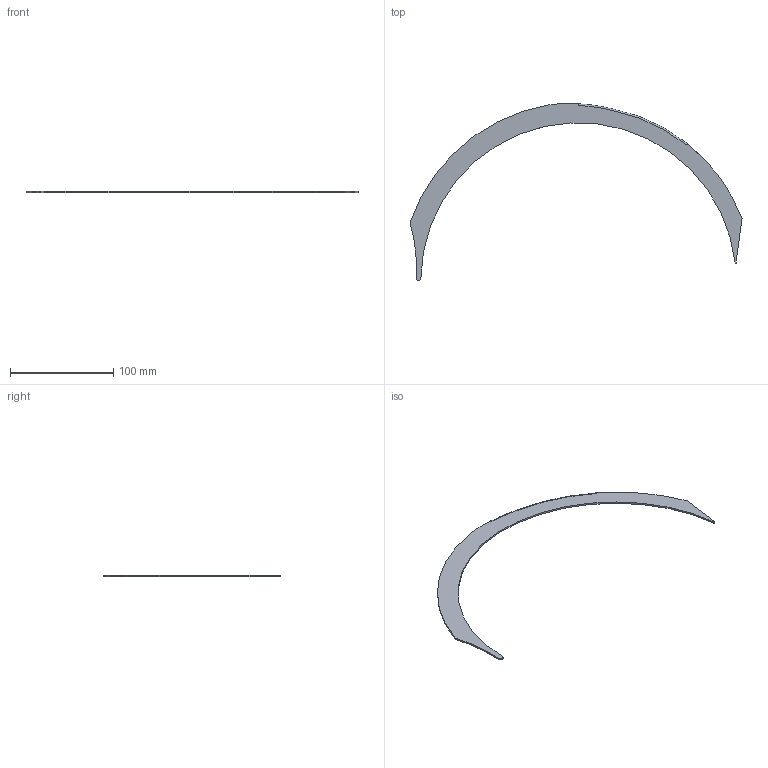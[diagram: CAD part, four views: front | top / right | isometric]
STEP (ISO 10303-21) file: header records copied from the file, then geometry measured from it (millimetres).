
FILE_DESCRIPTION (( 'STEP AP203' ), '1' );
FILE_NAME ('U229.STEP', '2022-04-26T21:48:30', ( '' ), ( '' ), 'SwSTEP 2.0', 'SolidWorks 2020', '' );
FILE_SCHEMA (( 'CONFIG_CONTROL_DESIGN' ));
Length unit declared in the file: inch
Products named in the file (1): U229
Bounding box: 320.96 x 171 x 1.52 mm (x, y, z)
Volume: 12078.9 mm3; surface area: 17378 mm2
Topology: 1 solids, 1 shells, 23 faces, 61 edges, 40 vertices
Faces by surface type: cylinder 8, plane 7, bspline 6, cone 2
Entity records: 907 total; most frequent: CARTESIAN_POINT 290, ORIENTED_EDGE 122, DIRECTION 103, EDGE_CURVE 61, AXIS2_PLACEMENT_3D 42, VERTEX_POINT 40, CIRCLE 24, FACE_OUTER_BOUND 23
